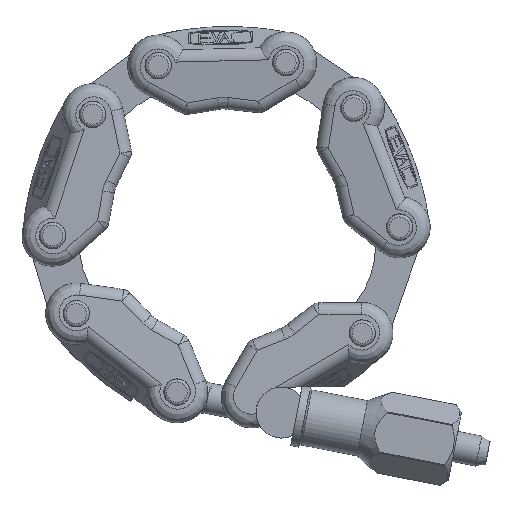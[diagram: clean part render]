
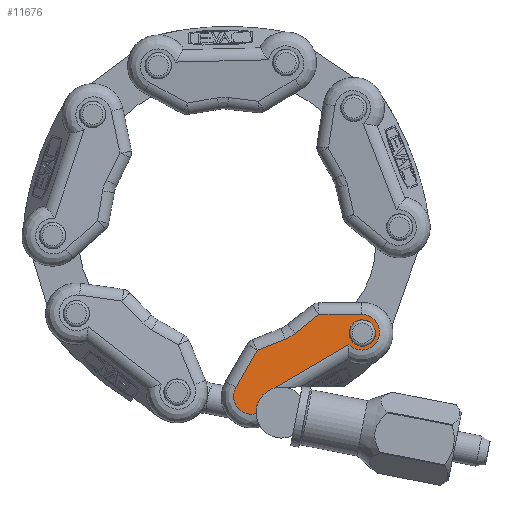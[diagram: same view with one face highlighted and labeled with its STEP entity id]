
A CAD part, left-side view. The second image highlights one B-rep face of the part: STEP entity #11676.
In plain terms, the highlighted face is planar.
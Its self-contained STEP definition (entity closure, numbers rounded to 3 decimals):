
#441=ELLIPSE('',#12509,2.61,2.6);
#442=ELLIPSE('',#12510,5.019,5.);
#443=ELLIPSE('',#12511,7.529,7.5);
#706=B_SPLINE_CURVE_WITH_KNOTS('',3,(#20796,#20797,#20798,#20799,#20800,
#20801,#20802,#20803,#20804,#20805),.UNSPECIFIED.,.F.,.F.,(4,1,1,1,1,1,
1,4),(0.,0.125,0.25,0.375,0.5,0.625,0.75,1.),.UNSPECIFIED.);
#707=B_SPLINE_CURVE_WITH_KNOTS('',3,(#20817,#20818,#20819,#20820,#20821,
#20822,#20823),.UNSPECIFIED.,.F.,.F.,(4,1,1,1,4),(0.,0.25,0.5,0.75,1.),
 .UNSPECIFIED.);
#3293=ORIENTED_EDGE('',*,*,#5547,.F.);
#3294=ORIENTED_EDGE('',*,*,#5548,.T.);
#3295=ORIENTED_EDGE('',*,*,#5537,.F.);
#3296=ORIENTED_EDGE('',*,*,#5549,.F.);
#3297=ORIENTED_EDGE('',*,*,#5550,.F.);
#3298=ORIENTED_EDGE('',*,*,#5551,.F.);
#3299=ORIENTED_EDGE('',*,*,#5552,.F.);
#3300=ORIENTED_EDGE('',*,*,#5553,.F.);
#3301=ORIENTED_EDGE('',*,*,#5554,.F.);
#3302=ORIENTED_EDGE('',*,*,#5555,.F.);
#5537=EDGE_CURVE('',#6867,#6868,#8032,.T.);
#5547=EDGE_CURVE('',#6877,#6877,#441,.T.);
#5548=EDGE_CURVE('',#6878,#6868,#442,.T.);
#5549=EDGE_CURVE('',#6879,#6867,#706,.F.);
#5550=EDGE_CURVE('',#6880,#6879,#8037,.T.);
#5551=EDGE_CURVE('',#6881,#6880,#8038,.T.);
#5552=EDGE_CURVE('',#6882,#6881,#443,.T.);
#5553=EDGE_CURVE('',#6883,#6882,#8039,.T.);
#5554=EDGE_CURVE('',#6884,#6883,#8040,.T.);
#5555=EDGE_CURVE('',#6878,#6884,#707,.F.);
#6867=VERTEX_POINT('',#20767);
#6868=VERTEX_POINT('',#20769);
#6877=VERTEX_POINT('',#20793);
#6878=VERTEX_POINT('',#20795);
#6879=VERTEX_POINT('',#20806);
#6880=VERTEX_POINT('',#20808);
#6881=VERTEX_POINT('',#20810);
#6882=VERTEX_POINT('',#20812);
#6883=VERTEX_POINT('',#20814);
#6884=VERTEX_POINT('',#20816);
#8032=LINE('',#20768,#9117);
#8037=LINE('',#20807,#9122);
#8038=LINE('',#20809,#9123);
#8039=LINE('',#20813,#9124);
#8040=LINE('',#20815,#9125);
#9117=VECTOR('',#14572,1000.);
#9122=VECTOR('',#14593,1000.);
#9123=VECTOR('',#14594,1000.);
#9124=VECTOR('',#14597,1000.);
#9125=VECTOR('',#14598,1000.);
#9909=EDGE_LOOP('',(#3293));
#9910=EDGE_LOOP('',(#3294,#3295,#3296,#3297,#3298,#3299,#3300,#3301,#3302));
#10630=FACE_BOUND('',#9909,.T.);
#10631=FACE_BOUND('',#9910,.T.);
#11143=PLANE('',#12508);
#11676=ADVANCED_FACE('',(#10630,#10631),#11143,.T.);
#12508=AXIS2_PLACEMENT_3D('',#20791,#14587,#14588);
#12509=AXIS2_PLACEMENT_3D('',#20792,#14589,#14590);
#12510=AXIS2_PLACEMENT_3D('',#20794,#14591,#14592);
#12511=AXIS2_PLACEMENT_3D('',#20811,#14595,#14596);
#14572=DIRECTION('',(0.,0.,1.));
#14587=DIRECTION('',(-0.996,-0.087,0.));
#14588=DIRECTION('',(0.,0.,1.));
#14589=DIRECTION('',(-0.996,-0.087,0.));
#14590=DIRECTION('',(0.087,-0.996,0.));
#14591=DIRECTION('',(0.996,0.087,0.));
#14592=DIRECTION('',(-0.087,0.996,0.));
#14593=DIRECTION('',(-0.044,0.5,-0.865));
#14594=DIRECTION('',(0.013,-0.148,-0.989));
#14595=DIRECTION('',(-0.996,-0.087,0.));
#14596=DIRECTION('',(-0.087,0.996,0.));
#14597=DIRECTION('',(-0.013,0.148,-0.989));
#14598=DIRECTION('',(0.044,-0.5,-0.865));
#20767=CARTESIAN_POINT('',(-10.011,1.87,-9.105));
#20768=CARTESIAN_POINT('',(-10.011,1.87,-9.105));
#20769=CARTESIAN_POINT('',(-10.011,1.87,7.846));
#20791=CARTESIAN_POINT('',(-9.096,-8.595,0.));
#20792=CARTESIAN_POINT('',(-9.956,1.235,-12.5));
#20793=CARTESIAN_POINT('',(-9.728,-1.365,-12.5));
#20794=CARTESIAN_POINT('',(-10.437,6.735,9.));
#20795=CARTESIAN_POINT('',(-10.232,4.394,13.418));
#20796=CARTESIAN_POINT('',(-10.011,1.87,-9.105));
#20797=CARTESIAN_POINT('',(-10.06,2.43,-9.246));
#20798=CARTESIAN_POINT('',(-10.151,3.471,-9.806));
#20799=CARTESIAN_POINT('',(-10.237,4.455,-11.288));
#20800=CARTESIAN_POINT('',(-10.252,4.619,-13.058));
#20801=CARTESIAN_POINT('',(-10.191,3.926,-14.696));
#20802=CARTESIAN_POINT('',(-10.07,2.542,-15.81));
#20803=CARTESIAN_POINT('',(-9.866,0.206,-16.252));
#20804=CARTESIAN_POINT('',(-9.722,-1.436,-15.252));
#20805=CARTESIAN_POINT('',(-9.671,-2.014,-14.25));
#20806=CARTESIAN_POINT('',(-9.671,-2.014,-14.25));
#20807=CARTESIAN_POINT('',(-9.304,-6.211,-6.98));
#20808=CARTESIAN_POINT('',(-9.304,-6.211,-6.98));
#20809=CARTESIAN_POINT('',(-9.381,-5.334,-1.109));
#20810=CARTESIAN_POINT('',(-9.381,-5.334,-1.109));
#20811=CARTESIAN_POINT('',(-8.732,-12.751,0.));
#20812=CARTESIAN_POINT('',(-9.381,-5.334,1.109));
#20813=CARTESIAN_POINT('',(-9.304,-6.211,6.98));
#20814=CARTESIAN_POINT('',(-9.304,-6.211,6.98));
#20815=CARTESIAN_POINT('',(-9.671,-2.014,14.25));
#20816=CARTESIAN_POINT('',(-9.671,-2.014,14.25));
#20817=CARTESIAN_POINT('',(-9.671,-2.014,14.25));
#20818=CARTESIAN_POINT('',(-9.702,-1.669,14.848));
#20819=CARTESIAN_POINT('',(-9.793,-0.627,15.822));
#20820=CARTESIAN_POINT('',(-9.978,1.494,16.178));
#20821=CARTESIAN_POINT('',(-10.15,3.455,15.292));
#20822=CARTESIAN_POINT('',(-10.216,4.213,14.086));
#20823=CARTESIAN_POINT('',(-10.232,4.394,13.418));
